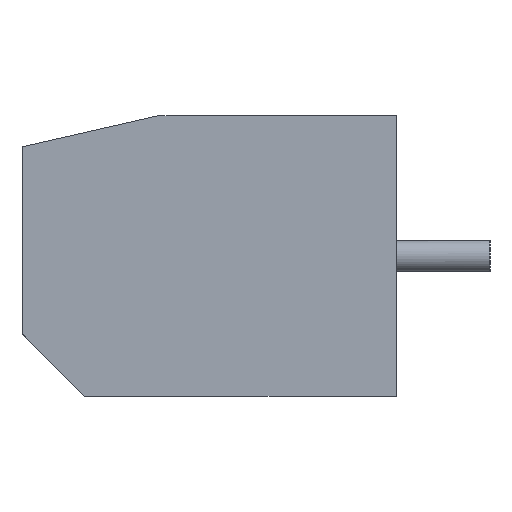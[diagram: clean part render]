
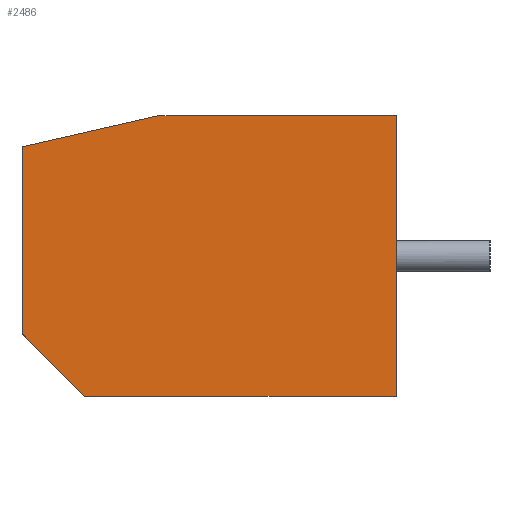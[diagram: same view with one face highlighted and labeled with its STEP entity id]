
A CAD part, left-side view. The second image highlights one B-rep face of the part: STEP entity #2486.
In plain terms, the highlighted planar face has unit normal (-1, 0, 0).
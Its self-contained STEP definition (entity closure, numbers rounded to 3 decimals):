
#341 = EDGE_LOOP ( 'NONE', ( #9699, #3979, #1150, #6385, #595, #5354 ) ) ;
#595 = ORIENTED_EDGE ( 'NONE', *, *, #10509, .F. ) ;
#892 = LINE ( 'NONE', #5018, #5952 ) ;
#1150 = ORIENTED_EDGE ( 'NONE', *, *, #7159, .F. ) ;
#1211 = DIRECTION ( 'NONE',  ( 1., 0., 0. ) ) ;
#1289 = VECTOR ( 'NONE', #1934, 1000. ) ;
#1379 = CARTESIAN_POINT ( 'NONE',  ( -20., 0., -4.5 ) ) ;
#1414 = DIRECTION ( 'NONE',  ( 0., -1., 0. ) ) ;
#1432 = LINE ( 'NONE', #1379, #3710 ) ;
#1504 = CARTESIAN_POINT ( 'NONE',  ( -20., 12., -2.499 ) ) ;
#1643 = LINE ( 'NONE', #4919, #6123 ) ;
#1934 = DIRECTION ( 'NONE',  ( 0., -1., 0. ) ) ;
#2060 = CARTESIAN_POINT ( 'NONE',  ( -20., 12., -4.5 ) ) ;
#2085 = VERTEX_POINT ( 'NONE', #1504 ) ;
#2350 = AXIS2_PLACEMENT_3D ( 'NONE', #2060, #1211, #8764 ) ;
#2486 = ADVANCED_FACE ( 'NONE', ( #5382 ), #7878, .F. ) ;
#2693 = CARTESIAN_POINT ( 'NONE',  ( -20., 12., 3.5 ) ) ;
#2839 = VERTEX_POINT ( 'NONE', #9374 ) ;
#3692 = DIRECTION ( 'NONE',  ( 0., 0., 1. ) ) ;
#3710 = VECTOR ( 'NONE', #4719, 1000. ) ;
#3979 = ORIENTED_EDGE ( 'NONE', *, *, #8090, .F. ) ;
#4048 = CARTESIAN_POINT ( 'NONE',  ( -20., 0., 4.5 ) ) ;
#4538 = CARTESIAN_POINT ( 'NONE',  ( -20., 12., -4.5 ) ) ;
#4719 = DIRECTION ( 'NONE',  ( 0., 0., -1. ) ) ;
#4919 = CARTESIAN_POINT ( 'NONE',  ( -20., 12., 4.5 ) ) ;
#5018 = CARTESIAN_POINT ( 'NONE',  ( -20., 9.999, -4.5 ) ) ;
#5073 = VERTEX_POINT ( 'NONE', #7776 ) ;
#5354 = ORIENTED_EDGE ( 'NONE', *, *, #6873, .F. ) ;
#5382 = FACE_OUTER_BOUND ( 'NONE', #341, .T. ) ;
#5389 = VERTEX_POINT ( 'NONE', #7825 ) ;
#5624 = EDGE_CURVE ( 'NONE', #8441, #5389, #6810, .T. ) ;
#5952 = VECTOR ( 'NONE', #5954, 1000. ) ;
#5954 = DIRECTION ( 'NONE',  ( 0., 0.707, 0.707 ) ) ;
#6123 = VECTOR ( 'NONE', #1414, 1000. ) ;
#6207 = VERTEX_POINT ( 'NONE', #4048 ) ;
#6209 = LINE ( 'NONE', #4538, #1289 ) ;
#6385 = ORIENTED_EDGE ( 'NONE', *, *, #10637, .T. ) ;
#6810 = LINE ( 'NONE', #2693, #7883 ) ;
#6873 = EDGE_CURVE ( 'NONE', #5389, #6207, #1643, .T. ) ;
#7033 = CARTESIAN_POINT ( 'NONE',  ( -20., 12., -4.5 ) ) ;
#7159 = EDGE_CURVE ( 'NONE', #5073, #2085, #892, .T. ) ;
#7776 = CARTESIAN_POINT ( 'NONE',  ( -20., 9.999, -4.5 ) ) ;
#7825 = CARTESIAN_POINT ( 'NONE',  ( -20., 7.609, 4.5 ) ) ;
#7878 = PLANE ( 'NONE',  #2350 ) ;
#7883 = VECTOR ( 'NONE', #10192, 1000. ) ;
#8090 = EDGE_CURVE ( 'NONE', #2085, #8441, #8740, .T. ) ;
#8441 = VERTEX_POINT ( 'NONE', #10612 ) ;
#8740 = LINE ( 'NONE', #7033, #8989 ) ;
#8764 = DIRECTION ( 'NONE',  ( 0., 0., -1. ) ) ;
#8989 = VECTOR ( 'NONE', #3692, 1000. ) ;
#9374 = CARTESIAN_POINT ( 'NONE',  ( -20., 0., -4.5 ) ) ;
#9699 = ORIENTED_EDGE ( 'NONE', *, *, #5624, .F. ) ;
#10192 = DIRECTION ( 'NONE',  ( 0., -0.975, 0.222 ) ) ;
#10509 = EDGE_CURVE ( 'NONE', #6207, #2839, #1432, .T. ) ;
#10612 = CARTESIAN_POINT ( 'NONE',  ( -20., 12., 3.5 ) ) ;
#10637 = EDGE_CURVE ( 'NONE', #5073, #2839, #6209, .T. ) ;
